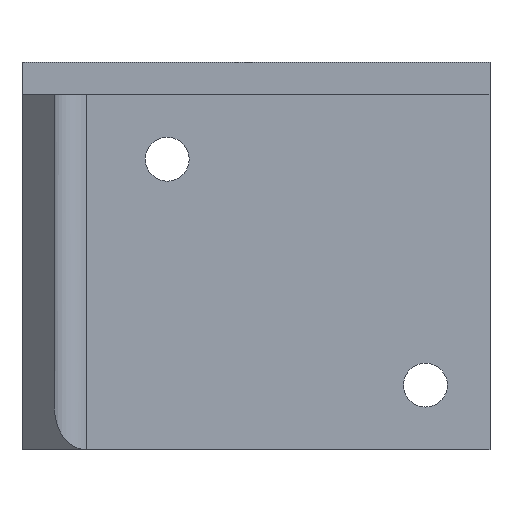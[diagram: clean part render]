
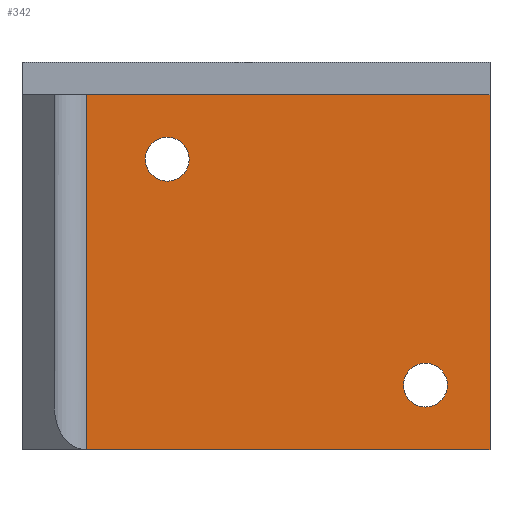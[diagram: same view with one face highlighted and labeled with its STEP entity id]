
A CAD part, left-side view. The second image highlights one B-rep face of the part: STEP entity #342.
In plain terms, the highlighted planar face has unit normal (-1, 0, 0).
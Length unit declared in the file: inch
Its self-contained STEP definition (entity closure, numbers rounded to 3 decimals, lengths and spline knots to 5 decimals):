
#15=FACE_BOUND('',#59,.T.);
#16=FACE_BOUND('',#60,.T.);
#29=PLANE('',#384);
#40=FACE_OUTER_BOUND('',#58,.T.);
#58=EDGE_LOOP('',(#245,#246,#247,#248));
#59=EDGE_LOOP('',(#249));
#60=EDGE_LOOP('',(#250));
#90=CIRCLE('',#385,0.085);
#91=CIRCLE('',#386,0.085);
#104=LINE('',#521,#134);
#106=LINE('',#527,#136);
#107=LINE('',#529,#137);
#108=LINE('',#530,#138);
#134=VECTOR('',#421,0.3937);
#136=VECTOR('',#427,0.3937);
#137=VECTOR('',#428,0.3937);
#138=VECTOR('',#429,0.3937);
#165=VERTEX_POINT('',#517);
#167=VERTEX_POINT('',#520);
#169=VERTEX_POINT('',#526);
#170=VERTEX_POINT('',#528);
#171=VERTEX_POINT('',#531);
#172=VERTEX_POINT('',#533);
#196=EDGE_CURVE('',#165,#167,#104,.T.);
#199=EDGE_CURVE('',#169,#165,#106,.T.);
#200=EDGE_CURVE('',#169,#170,#107,.T.);
#201=EDGE_CURVE('',#170,#167,#108,.T.);
#202=EDGE_CURVE('',#171,#171,#90,.T.);
#203=EDGE_CURVE('',#172,#172,#91,.T.);
#245=ORIENTED_EDGE('',*,*,#196,.F.);
#246=ORIENTED_EDGE('',*,*,#199,.F.);
#247=ORIENTED_EDGE('',*,*,#200,.T.);
#248=ORIENTED_EDGE('',*,*,#201,.T.);
#249=ORIENTED_EDGE('',*,*,#202,.T.);
#250=ORIENTED_EDGE('',*,*,#203,.T.);
#342=ADVANCED_FACE('',(#40,#15,#16),#29,.T.);
#384=AXIS2_PLACEMENT_3D('',#525,#425,#426);
#385=AXIS2_PLACEMENT_3D('',#532,#430,#431);
#386=AXIS2_PLACEMENT_3D('',#534,#432,#433);
#421=DIRECTION('',(0.,0.,1.));
#425=DIRECTION('center_axis',(-1.,0.,0.));
#426=DIRECTION('ref_axis',(0.,0.,1.));
#427=DIRECTION('',(0.,1.,0.));
#428=DIRECTION('',(0.,0.,1.));
#429=DIRECTION('',(0.,1.,0.));
#430=DIRECTION('center_axis',(1.,0.,0.));
#431=DIRECTION('ref_axis',(0.,0.,1.));
#432=DIRECTION('center_axis',(1.,0.,0.));
#433=DIRECTION('ref_axis',(0.,0.,1.));
#517=CARTESIAN_POINT('',(-0.1875,1.5625,-1.5));
#520=CARTESIAN_POINT('',(-0.1875,1.5625,-0.125));
#521=CARTESIAN_POINT('',(-0.1875,1.5625,-1.15625));
#525=CARTESIAN_POINT('Origin',(-0.1875,0.,-1.5));
#526=CARTESIAN_POINT('',(-0.1875,0.,-1.5));
#527=CARTESIAN_POINT('',(-0.1875,0.,-1.5));
#528=CARTESIAN_POINT('',(-0.1875,0.,-0.125));
#529=CARTESIAN_POINT('',(-0.1875,0.,-1.5));
#530=CARTESIAN_POINT('',(-0.1875,0.,-0.125));
#531=CARTESIAN_POINT('',(-0.1875,1.25,-0.46));
#532=CARTESIAN_POINT('Origin',(-0.1875,1.25,-0.375));
#533=CARTESIAN_POINT('',(-0.1875,0.25,-1.335));
#534=CARTESIAN_POINT('Origin',(-0.1875,0.25,-1.25));
